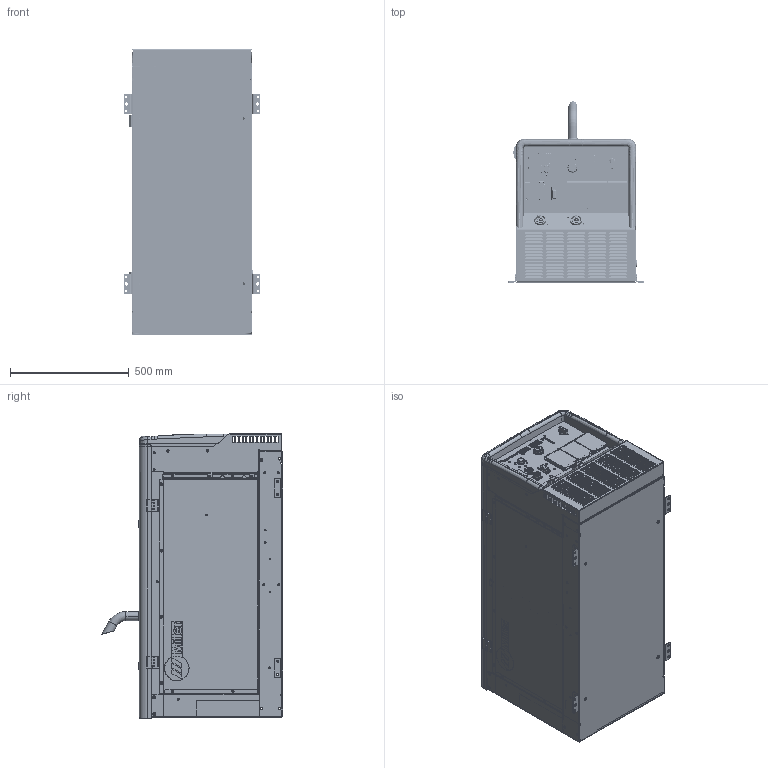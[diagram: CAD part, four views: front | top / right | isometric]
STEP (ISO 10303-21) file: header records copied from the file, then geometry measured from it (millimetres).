
FILE_DESCRIPTION (( 'STEP AP214' ), '1' );
FILE_NAME ('907771 Surfaces.STEP', '2024-03-14T18:49:00', ( '' ), ( '' ), 'SwSTEP 2.0', 'SolidWorks 2022', '' );
FILE_SCHEMA (( 'AUTOMOTIVE_DESIGN' ));
Length unit declared in the file: inch
Products named in the file (1): 907771 Surfaces
Bounding box: 577.39 x 763.33 x 1202.87 mm (x, y, z)
Surface area: 8000498.2 mm2 (no closed solid volume)
Topology: 0 solids, 259 shells, 2890 faces, 13208 edges, 10154 vertices
Faces by surface type: plane 1694, cylinder 752, torus 154, bspline 153, cone 107, sphere 30
Entity records: 183712 total; most frequent: CARTESIAN_POINT 41191, DIRECTION 21032, ORIENTED_EDGE 19153, EDGE_CURVE 13112, VERTEX_POINT 10124, LINE 7446, VECTOR 7446, AXIS2_PLACEMENT_3D 6793
